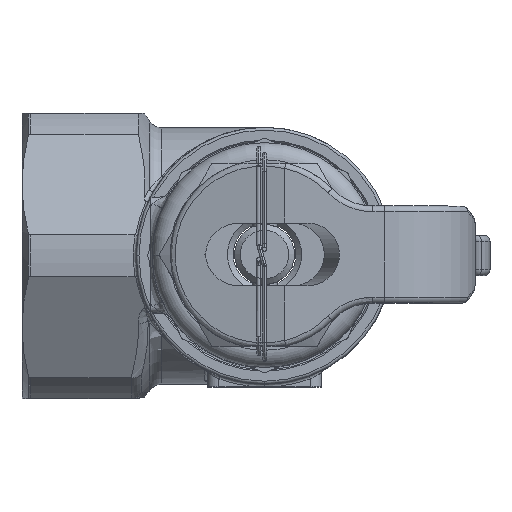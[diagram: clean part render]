
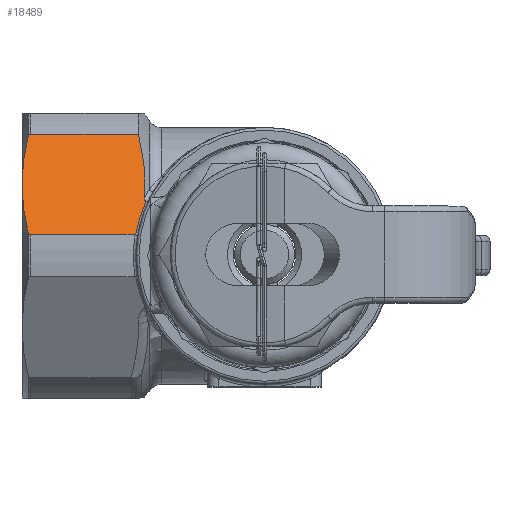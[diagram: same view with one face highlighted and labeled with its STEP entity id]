
A CAD part, top view. The second image highlights one B-rep face of the part: STEP entity #18489.
In plain terms, the highlighted planar face has unit normal (0, 0.5, 0.866).
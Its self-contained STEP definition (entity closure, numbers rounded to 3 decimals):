
#15309=CARTESIAN_POINT('',(-22.695,3.668,26.75));
#15310=VERTEX_POINT('',#15309);
#15363=CARTESIAN_POINT('',(-22.577,3.634,26.77));
#15364=VERTEX_POINT('',#15363);
#15375=CARTESIAN_POINT('',(-22.577,3.634,26.77));
#15376=CARTESIAN_POINT('',(-22.611,3.655,26.757));
#15377=CARTESIAN_POINT('',(-22.652,3.668,26.75));
#15378=CARTESIAN_POINT('',(-22.695,3.668,26.75));
#15379=B_SPLINE_CURVE_WITH_KNOTS('',3,(#15375,#15376,#15377,#15378),.UNSPECIFIED.,.F.,.F.,(4,4),(0.002,0.002),.UNSPECIFIED.);
#15380=EDGE_CURVE('NONE',#15364,#15310,#15379,.T.);
#16502=CARTESIAN_POINT('',(-41.372,3.776,26.687));
#16503=VERTEX_POINT('',#16502);
#16520=CARTESIAN_POINT('',(-41.,3.668,26.75));
#16521=VERTEX_POINT('',#16520);
#16529=CARTESIAN_POINT('',(-41.,3.668,26.75));
#16530=CARTESIAN_POINT('',(-41.132,3.668,26.75));
#16531=CARTESIAN_POINT('',(-41.263,3.712,26.725));
#16532=CARTESIAN_POINT('',(-41.372,3.776,26.687));
#16533=B_SPLINE_CURVE_WITH_KNOTS('',3,(#16529,#16530,#16531,#16532),.UNSPECIFIED.,.F.,.F.,(4,4),(0.001,0.001),.UNSPECIFIED.);
#16534=EDGE_CURVE('NONE',#16521,#16503,#16533,.T.);
#16544=CARTESIAN_POINT('',(-41.372,21.224,16.614));
#16545=VERTEX_POINT('',#16544);
#16555=CARTESIAN_POINT('',(-41.,21.332,16.552));
#16556=VERTEX_POINT('',#16555);
#16557=CARTESIAN_POINT('',(-41.372,21.224,16.614));
#16558=CARTESIAN_POINT('',(-41.263,21.289,16.576));
#16559=CARTESIAN_POINT('',(-41.132,21.332,16.552));
#16560=CARTESIAN_POINT('',(-41.,21.332,16.552));
#16561=B_SPLINE_CURVE_WITH_KNOTS('',3,(#16557,#16558,#16559,#16560),.UNSPECIFIED.,.F.,.F.,(4,4),(0.022,0.022),.UNSPECIFIED.);
#16562=EDGE_CURVE('NONE',#16545,#16556,#16561,.T.);
#16712=CARTESIAN_POINT('',(-22.695,3.668,26.75));
#16713=DIRECTION('',(-1.,0.,0.));
#16714=VECTOR('',#16713,18.305);
#16715=LINE('',#16712,#16714);
#16716=EDGE_CURVE('NONE',#15310,#16521,#16715,.T.);
#16728=CARTESIAN_POINT('',(-22.098,21.332,16.552));
#16729=VERTEX_POINT('',#16728);
#16730=CARTESIAN_POINT('',(-41.,21.332,16.552));
#16731=DIRECTION('',(1.,-0.,-0.));
#16732=VECTOR('',#16731,18.902);
#16733=LINE('',#16730,#16732);
#16734=EDGE_CURVE('NONE',#16556,#16729,#16733,.T.);
#16838=CARTESIAN_POINT('',(-42.5,12.5,21.651));
#16839=VERTEX_POINT('',#16838);
#16898=CARTESIAN_POINT('',(-21.029,10.136,23.015));
#16899=VERTEX_POINT('',#16898);
#16900=CARTESIAN_POINT('',(-22.098,21.332,16.552));
#16901=CARTESIAN_POINT('',(-21.632,19.482,17.62));
#16902=CARTESIAN_POINT('',(-21.291,17.625,18.692));
#16903=CARTESIAN_POINT('',(-20.921,13.894,20.846));
#16904=CARTESIAN_POINT('',(-20.893,12.02,21.928));
#16905=CARTESIAN_POINT('',(-21.029,10.136,23.015));
#16906=B_SPLINE_CURVE_WITH_KNOTS('',3,(#16900,#16901,#16902,#16903,#16904,#16905),.UNSPECIFIED.,.F.,.F.,(4,2,4),(0.,0.006,0.013),.UNSPECIFIED.);
#16907=EDGE_CURVE('NONE',#16729,#16899,#16906,.T.);
#18434=CARTESIAN_POINT('',(22.5,25.,14.434));
#18435=DIRECTION('',(0.,0.5,0.866));
#18436=DIRECTION('',(0.,-0.866,0.5));
#18437=AXIS2_PLACEMENT_3D('',#18434,#18435,#18436);
#18438=PLANE('',#18437);
#18439=ORIENTED_EDGE('',*,*,#15380,.F.);
#18440=CARTESIAN_POINT('',(-20.734,9.522,23.37));
#18441=VERTEX_POINT('',#18440);
#18442=CARTESIAN_POINT('',(-22.577,3.634,26.77));
#18443=CARTESIAN_POINT('',(-22.23,5.673,25.592));
#18444=CARTESIAN_POINT('',(-21.612,7.648,24.452));
#18445=CARTESIAN_POINT('',(-20.734,9.522,23.37));
#18446=(BOUNDED_CURVE()
B_SPLINE_CURVE(3,(#18442,#18443,#18444,#18445),.UNSPECIFIED.,.F.,.F.)
B_SPLINE_CURVE_WITH_KNOTS((4,4),(1.739,2.009),.UNSPECIFIED.)
CURVE()
GEOMETRIC_REPRESENTATION_ITEM()
RATIONAL_B_SPLINE_CURVE((1.,0.994,0.994,1.))
REPRESENTATION_ITEM(''));
#18447=EDGE_CURVE('NONE',#15364,#18441,#18446,.T.);
#18448=ORIENTED_EDGE('',*,*,#18447,.T.);
#18449=CARTESIAN_POINT('',(-20.734,9.522,23.37));
#18450=CARTESIAN_POINT('',(-20.77,9.519,23.372));
#18451=CARTESIAN_POINT('',(-20.806,9.525,23.368));
#18452=CARTESIAN_POINT('',(-20.871,9.553,23.352));
#18453=CARTESIAN_POINT('',(-20.897,9.575,23.339));
#18454=CARTESIAN_POINT('',(-20.962,9.649,23.297));
#18455=CARTESIAN_POINT('',(-20.986,9.709,23.262));
#18456=CARTESIAN_POINT('',(-21.036,9.89,23.158));
#18457=CARTESIAN_POINT('',(-21.038,10.013,23.086));
#18458=CARTESIAN_POINT('',(-21.029,10.136,23.015));
#18459=B_SPLINE_CURVE_WITH_KNOTS('',3,(#18449,#18450,#18451,#18452,#18453,#18454,#18455,#18456,#18457,#18458),.UNSPECIFIED.,.F.,.F.,(4,2,2,2,4),(0.001,0.001,0.001,0.001,0.002),.UNSPECIFIED.);
#18460=EDGE_CURVE('NONE',#18441,#16899,#18459,.T.);
#18461=ORIENTED_EDGE('',*,*,#18460,.T.);
#18462=ORIENTED_EDGE('',*,*,#16907,.F.);
#18463=ORIENTED_EDGE('',*,*,#16734,.F.);
#18464=ORIENTED_EDGE('',*,*,#16562,.F.);
#18465=CARTESIAN_POINT('',(-42.5,12.5,21.651));
#18466=CARTESIAN_POINT('',(-42.5,13.227,21.231));
#18467=CARTESIAN_POINT('',(-42.475,13.956,20.81));
#18468=CARTESIAN_POINT('',(-42.378,15.417,19.966));
#18469=CARTESIAN_POINT('',(-42.304,16.15,19.543));
#18470=CARTESIAN_POINT('',(-42.015,18.34,18.279));
#18471=CARTESIAN_POINT('',(-41.73,19.787,17.443));
#18472=CARTESIAN_POINT('',(-41.372,21.224,16.614));
#18473=B_SPLINE_CURVE_WITH_KNOTS('',3,(#18465,#18466,#18467,#18468,#18469,#18470,#18471,#18472),.UNSPECIFIED.,.F.,.F.,(4,2,2,4),(0.011,0.013,0.016,0.021),.UNSPECIFIED.);
#18474=EDGE_CURVE('NONE',#16839,#16545,#18473,.T.);
#18475=ORIENTED_EDGE('',*,*,#18474,.F.);
#18476=CARTESIAN_POINT('',(-41.372,3.776,26.687));
#18477=CARTESIAN_POINT('',(-41.732,5.22,25.854));
#18478=CARTESIAN_POINT('',(-42.016,6.668,25.018));
#18479=CARTESIAN_POINT('',(-42.4,9.575,23.339));
#18480=CARTESIAN_POINT('',(-42.5,11.035,22.497));
#18481=CARTESIAN_POINT('',(-42.5,12.5,21.651));
#18482=B_SPLINE_CURVE_WITH_KNOTS('',3,(#18476,#18477,#18478,#18479,#18480,#18481),.UNSPECIFIED.,.F.,.F.,(4,2,4),(0.,0.006,0.011),.UNSPECIFIED.);
#18483=EDGE_CURVE('NONE',#16503,#16839,#18482,.T.);
#18484=ORIENTED_EDGE('',*,*,#18483,.F.);
#18485=ORIENTED_EDGE('',*,*,#16534,.F.);
#18486=ORIENTED_EDGE('',*,*,#16716,.F.);
#18487=EDGE_LOOP('',(#18439,#18448,#18461,#18462,#18463,#18464,#18475,#18484,#18485,#18486));
#18488=FACE_BOUND('',#18487,.T.);
#18489=ADVANCED_FACE('NONE',(#18488),#18438,.T.);
